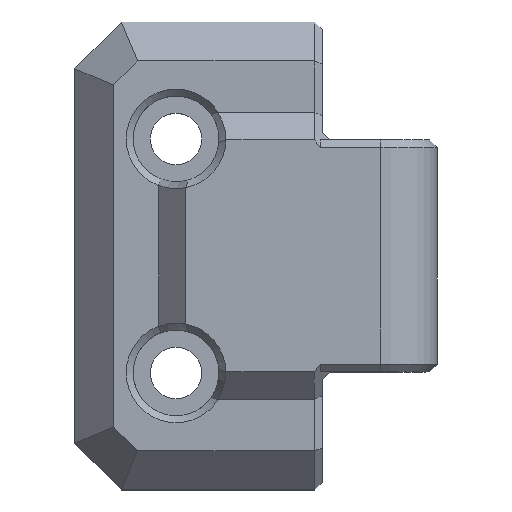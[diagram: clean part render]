
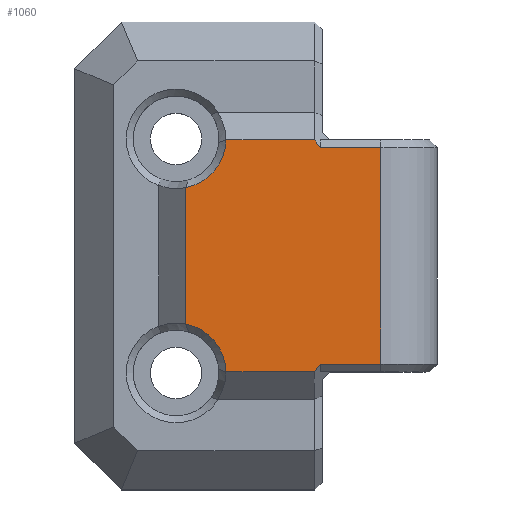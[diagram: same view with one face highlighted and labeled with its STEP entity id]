
A CAD part, top view. The second image highlights one B-rep face of the part: STEP entity #1060.
In plain terms, the highlighted planar face has unit normal (0, 0, 1).
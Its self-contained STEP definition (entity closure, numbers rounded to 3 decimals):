
#27=LINE('',#1620,#136);
#29=LINE('',#1642,#138);
#30=LINE('',#1644,#139);
#31=LINE('',#1646,#140);
#32=LINE('',#1648,#141);
#33=LINE('',#1650,#142);
#34=LINE('',#1652,#143);
#35=LINE('',#1654,#144);
#136=VECTOR('',#1227,10.);
#138=VECTOR('',#1231,10.);
#139=VECTOR('',#1232,10.);
#140=VECTOR('',#1233,10.);
#141=VECTOR('',#1234,10.);
#142=VECTOR('',#1235,10.);
#143=VECTOR('',#1236,10.);
#144=VECTOR('',#1237,10.);
#246=PLANE('',#1138);
#299=FACE_OUTER_BOUND('',#360,.T.);
#360=EDGE_LOOP('',(#764,#765,#766,#767,#768,#769,#770,#771,#772,#773));
#453=CIRCLE('',#1135,6.39);
#455=CIRCLE('',#1139,6.39);
#485=VERTEX_POINT('',#1608);
#486=VERTEX_POINT('',#1609);
#487=VERTEX_POINT('',#1619);
#492=VERTEX_POINT('',#1641);
#493=VERTEX_POINT('',#1643);
#494=VERTEX_POINT('',#1645);
#495=VERTEX_POINT('',#1647);
#496=VERTEX_POINT('',#1649);
#497=VERTEX_POINT('',#1651);
#498=VERTEX_POINT('',#1653);
#587=EDGE_CURVE('',#485,#486,#453,.T.);
#591=EDGE_CURVE('',#486,#487,#27,.T.);
#597=EDGE_CURVE('',#492,#485,#29,.T.);
#598=EDGE_CURVE('',#493,#492,#30,.T.);
#599=EDGE_CURVE('',#494,#493,#31,.T.);
#600=EDGE_CURVE('',#494,#495,#32,.T.);
#601=EDGE_CURVE('',#496,#495,#33,.T.);
#602=EDGE_CURVE('',#497,#496,#34,.T.);
#603=EDGE_CURVE('',#498,#497,#35,.T.);
#604=EDGE_CURVE('',#487,#498,#455,.T.);
#764=ORIENTED_EDGE('',*,*,#587,.F.);
#765=ORIENTED_EDGE('',*,*,#597,.F.);
#766=ORIENTED_EDGE('',*,*,#598,.F.);
#767=ORIENTED_EDGE('',*,*,#599,.F.);
#768=ORIENTED_EDGE('',*,*,#600,.T.);
#769=ORIENTED_EDGE('',*,*,#601,.F.);
#770=ORIENTED_EDGE('',*,*,#602,.F.);
#771=ORIENTED_EDGE('',*,*,#603,.F.);
#772=ORIENTED_EDGE('',*,*,#604,.F.);
#773=ORIENTED_EDGE('',*,*,#591,.F.);
#1060=ADVANCED_FACE('',(#299),#246,.T.);
#1135=AXIS2_PLACEMENT_3D('',#1610,#1221,#1222);
#1138=AXIS2_PLACEMENT_3D('',#1640,#1229,#1230);
#1139=AXIS2_PLACEMENT_3D('',#1655,#1238,#1239);
#1221=DIRECTION('center_axis',(0.,0.,1.));
#1222=DIRECTION('ref_axis',(1.,0.,0.));
#1227=DIRECTION('',(0.,1.,0.));
#1229=DIRECTION('center_axis',(0.,0.,1.));
#1230=DIRECTION('ref_axis',(-1.,0.,0.));
#1231=DIRECTION('',(-1.,0.,0.));
#1232=DIRECTION('',(-0.577,-0.816,0.));
#1233=DIRECTION('',(-1.,0.,0.));
#1234=DIRECTION('',(0.,1.,0.));
#1235=DIRECTION('',(1.,0.,0.));
#1236=DIRECTION('',(0.577,-0.816,0.));
#1237=DIRECTION('',(1.,0.,0.));
#1238=DIRECTION('center_axis',(0.,0.,1.));
#1239=DIRECTION('ref_axis',(1.,0.,0.));
#1608=CARTESIAN_POINT('',(-19.861,-14.875,14.5));
#1609=CARTESIAN_POINT('',(-25.,-8.733,14.5));
#1610=CARTESIAN_POINT('Origin',(-26.25,-15.,14.5));
#1619=CARTESIAN_POINT('',(-25.,8.733,14.5));
#1620=CARTESIAN_POINT('',(-25.,0.,14.5));
#1640=CARTESIAN_POINT('Origin',(0.,0.,14.5));
#1641=CARTESIAN_POINT('',(-8.5,-14.875,14.5));
#1642=CARTESIAN_POINT('',(0.,-14.875,14.5));
#1643=CARTESIAN_POINT('',(-7.793,-13.875,14.5));
#1644=CARTESIAN_POINT('',(-4.714,-9.521,14.5));
#1645=CARTESIAN_POINT('',(0.,-13.875,14.5));
#1646=CARTESIAN_POINT('',(-0.031,-13.875,14.5));
#1647=CARTESIAN_POINT('',(0.,13.875,14.5));
#1648=CARTESIAN_POINT('',(0.,0.,14.5));
#1649=CARTESIAN_POINT('',(-7.793,13.875,14.5));
#1650=CARTESIAN_POINT('',(-0.031,13.875,14.5));
#1651=CARTESIAN_POINT('',(-8.5,14.875,14.5));
#1652=CARTESIAN_POINT('',(-4.714,9.521,14.5));
#1653=CARTESIAN_POINT('',(-19.861,14.875,14.5));
#1654=CARTESIAN_POINT('',(0.,14.875,14.5));
#1655=CARTESIAN_POINT('Origin',(-26.25,15.,14.5));
